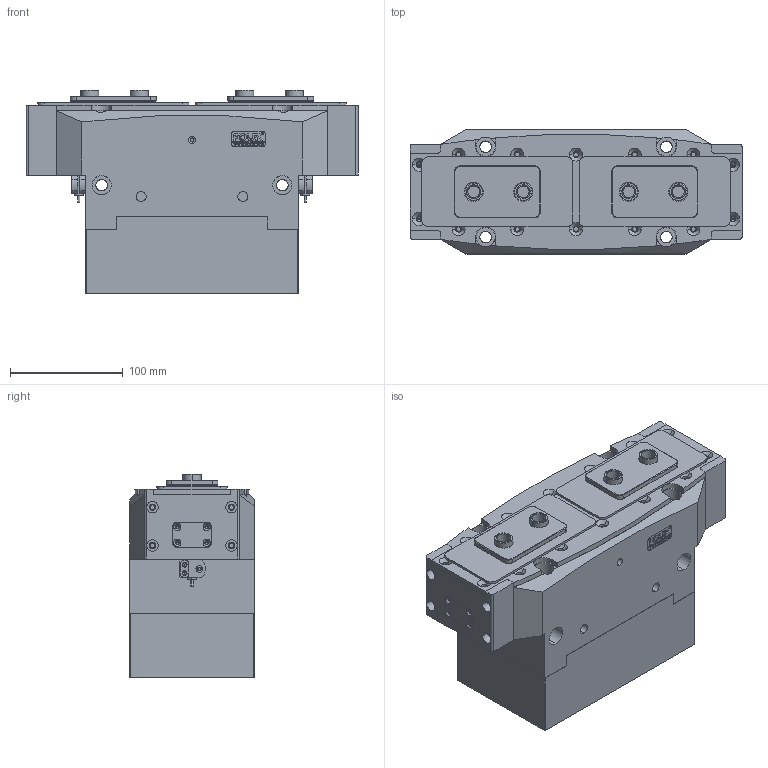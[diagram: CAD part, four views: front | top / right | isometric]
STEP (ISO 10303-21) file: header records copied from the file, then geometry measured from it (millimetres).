
FILE_DESCRIPTION (( 'STEP AP203' ), '1' );
FILE_NAME ('TR115-240-S-P-NC.STEP', '2024-11-19T07:01:54', ( 'USER-' ), ( 'Microsoft' ), 'SwSTEP 2.0', 'SolidWorks 2018', '' );
FILE_SCHEMA (( 'CONFIG_CONTROL_DESIGN' ));
Length unit declared in the file: millimetre
Products named in the file (25): TR115-240滅鳥杅耀-陔.sldasm-Part-1; TR115 -240-S 賑輸; TR115-240滅鳥杅耀-陔.sldasm-Part-16; TR115-240滅鳥杅耀-陔.sldasm-Part-15; 30x14-R3; TR115-240滅鳥杅耀-陔.sldasm-Part-17; TR115-240滅鳥杅耀-陔.sldasm-Part-7; TR115-240滅鳥杅耀-陔.sldasm-Part-12; TR115-240赻坶杅耀.sldasm-Part-14; TR115-240滅鳥杅耀-陔.sldasm-Part-14; TR115-240滅鳥杅耀-陔.sldasm-Part-4; TR115-240-S-P-NC; TR115-240滅鳥杅耀-陔.sldasm-Part-5; TR115-240滅鳥杅耀-陔.sldasm-Part-19; TR115-240滅鳥杅耀-陔.sldasm-Part-10; TR115-240滅鳥杅耀-陔.sldasm-Part-9; TR115-240-S-P; TR115-240滅鳥杅耀-陔.sldasm-Part-18; TR115 -240杅耀.sldasm-Part-3; TR115-240滅鳥杅耀-陔.sldasm-Part-8; TR115-240滅鳥杅耀-陔.sldasm-Part-6; 揤輸蚾饜极; TR115-240滅鳥杅耀-陔.sldasm-Part-2; 揤輸杅耀.sldasm-Part-9; 埴翐芛_GB_FASTENER_SCREWS_HSHCS M2X8-N
Assembly tree (28 placements, depth 4):
  TR115-240-S-P-NC
    TR115-240-S-P
      TR115-240滅鳥杅耀-陔.sldasm-Part-1
      TR115-240滅鳥杅耀-陔.sldasm-Part-2
      TR115-240滅鳥杅耀-陔.sldasm-Part-4
      TR115-240滅鳥杅耀-陔.sldasm-Part-5
      TR115-240滅鳥杅耀-陔.sldasm-Part-6  x2
      TR115-240滅鳥杅耀-陔.sldasm-Part-7
      TR115-240滅鳥杅耀-陔.sldasm-Part-8
      TR115-240滅鳥杅耀-陔.sldasm-Part-9
      TR115-240滅鳥杅耀-陔.sldasm-Part-10
      TR115-240滅鳥杅耀-陔.sldasm-Part-12
      TR115-240滅鳥杅耀-陔.sldasm-Part-14
      TR115-240滅鳥杅耀-陔.sldasm-Part-15
      TR115-240滅鳥杅耀-陔.sldasm-Part-16
      TR115-240滅鳥杅耀-陔.sldasm-Part-17
      TR115-240滅鳥杅耀-陔.sldasm-Part-18
      TR115-240滅鳥杅耀-陔.sldasm-Part-19
      TR115 -240杅耀.sldasm-Part-3
      TR115 -240-S 賑輸  x2
      揤輸蚾饜极  x2
        揤輸杅耀.sldasm-Part-9
        埴翐芛_GB_FASTENER_SCREWS_HSHCS M2X8-N
      30x14-R3
    TR115-240赻坶杅耀.sldasm-Part-14
Bounding box: 294 x 110 x 180 mm (x, y, z)
Volume: 3786961.4 mm3; surface area: 457584.7 mm2
Topology: 28 solids, 60 shells, 1723 faces, 4357 edges, 2758 vertices
Faces by surface type: plane 741, cylinder 563, cone 256, bspline 155, torus 8
Entity records: 52300 total; most frequent: CARTESIAN_POINT 14395, ORIENTED_EDGE 7298, DIRECTION 7123, EDGE_CURVE 3649, AXIS2_PLACEMENT_3D 2485, VERTEX_POINT 2375, VECTOR 2153, LINE 2153
